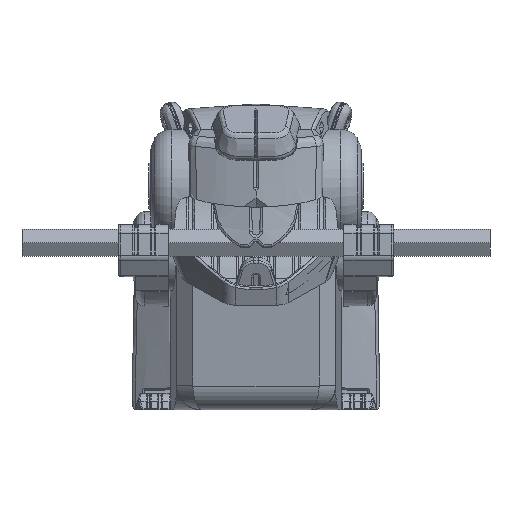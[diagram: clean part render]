
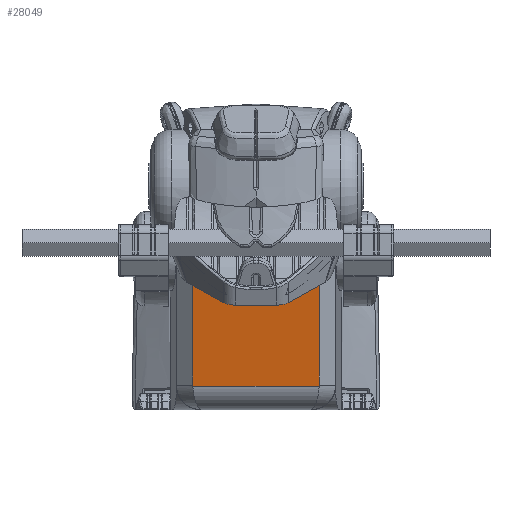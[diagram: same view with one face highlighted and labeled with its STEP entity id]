
A CAD part, front view. The second image highlights one B-rep face of the part: STEP entity #28049.
In plain terms, the highlighted planar face has unit normal (0, -0.985, -0.174).
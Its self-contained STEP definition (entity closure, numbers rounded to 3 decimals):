
#486=ELLIPSE('',#30377,24.788,15.);
#490=ELLIPSE('',#30392,24.788,15.);
#1235=PLANE('',#30393);
#3407=LINE('',#76390,#5079);
#3412=LINE('',#76509,#5084);
#3414=LINE('',#76514,#5086);
#5079=VECTOR('',#35499,10.);
#5084=VECTOR('',#35532,10.);
#5086=VECTOR('',#35538,10.);
#7230=FACE_OUTER_BOUND('',#8929,.T.);
#8929=EDGE_LOOP('',(#24763,#24764,#24765,#24766,#24767,#24768,#24769));
#10692=B_SPLINE_CURVE_WITH_KNOTS('',3,(#76479,#76480,#76481,#76482),
 .UNSPECIFIED.,.F.,.F.,(4,4),(0.05,3.346),
 .UNSPECIFIED.);
#10693=B_SPLINE_CURVE_WITH_KNOTS('',3,(#76484,#76485,#76486,#76487),
 .UNSPECIFIED.,.F.,.F.,(4,4),(0.05,3.346),
 .UNSPECIFIED.);
#13036=VERTEX_POINT('',#76387);
#13037=VERTEX_POINT('',#76389);
#13038=VERTEX_POINT('',#76402);
#13045=VERTEX_POINT('',#76478);
#13046=VERTEX_POINT('',#76483);
#13050=VERTEX_POINT('',#76507);
#13051=VERTEX_POINT('',#76513);
#16997=EDGE_CURVE('',#13036,#13037,#3407,.T.);
#17000=EDGE_CURVE('',#13036,#13038,#486,.T.);
#17009=EDGE_CURVE('',#13037,#13045,#10692,.T.);
#17010=EDGE_CURVE('',#13046,#13045,#10693,.T.);
#17017=EDGE_CURVE('',#13038,#13050,#3412,.T.);
#17019=EDGE_CURVE('',#13051,#13046,#3414,.T.);
#17021=EDGE_CURVE('',#13051,#13050,#490,.T.);
#24763=ORIENTED_EDGE('',*,*,#17010,.T.);
#24764=ORIENTED_EDGE('',*,*,#17009,.F.);
#24765=ORIENTED_EDGE('',*,*,#16997,.F.);
#24766=ORIENTED_EDGE('',*,*,#17000,.T.);
#24767=ORIENTED_EDGE('',*,*,#17017,.T.);
#24768=ORIENTED_EDGE('',*,*,#17021,.F.);
#24769=ORIENTED_EDGE('',*,*,#17019,.T.);
#28049=ADVANCED_FACE('',(#7230),#1235,.T.);
#30377=AXIS2_PLACEMENT_3D('',#76404,#35504,#35505);
#30392=AXIS2_PLACEMENT_3D('',#76517,#35542,#35543);
#30393=AXIS2_PLACEMENT_3D('',#76518,#35544,#35545);
#35499=DIRECTION('',(0.,-0.174,0.985));
#35504=DIRECTION('center_axis',(0.,-0.985,
-0.174));
#35505=DIRECTION('ref_axis',(-0.991,0.023,-0.132));
#35532=DIRECTION('',(1.,0.,0.));
#35538=DIRECTION('',(0.,-0.174,0.985));
#35542=DIRECTION('center_axis',(0.,0.985,0.174));
#35543=DIRECTION('ref_axis',(0.991,0.023,-0.132));
#35544=DIRECTION('center_axis',(0.,-0.985,-0.174));
#35545=DIRECTION('ref_axis',(1.,0.,0.));
#76387=CARTESIAN_POINT('',(-112.925,-25.958,-37.067));
#76389=CARTESIAN_POINT('',(-112.925,-37.023,25.686));
#76390=CARTESIAN_POINT('',(-112.925,-27.253,-29.719));
#76402=CARTESIAN_POINT('',(-112.909,-25.863,-37.605));
#76404=CARTESIAN_POINT('Origin',(-88.278,-26.322,-35.));
#76478=CARTESIAN_POINT('',(-79.963,-37.023,25.686));
#76479=CARTESIAN_POINT('Ctrl Pts',(-112.925,-37.023,
25.686));
#76480=CARTESIAN_POINT('Ctrl Pts',(-101.938,-37.023,
25.686));
#76481=CARTESIAN_POINT('Ctrl Pts',(-90.95,-37.023,25.686));
#76482=CARTESIAN_POINT('Ctrl Pts',(-79.963,-37.023,
25.686));
#76483=CARTESIAN_POINT('',(-47.,-37.023,25.686));
#76484=CARTESIAN_POINT('Ctrl Pts',(-47.,-37.023,
25.686));
#76485=CARTESIAN_POINT('Ctrl Pts',(-57.988,-37.023,
25.686));
#76486=CARTESIAN_POINT('Ctrl Pts',(-68.975,-37.023,
25.686));
#76487=CARTESIAN_POINT('Ctrl Pts',(-79.963,-37.023,
25.686));
#76507=CARTESIAN_POINT('',(-47.016,-25.863,-37.605));
#76509=CARTESIAN_POINT('',(-60.264,-25.863,-37.605));
#76513=CARTESIAN_POINT('',(-47.,-25.958,-37.067));
#76514=CARTESIAN_POINT('',(-47.,-27.253,-29.719));
#76517=CARTESIAN_POINT('Origin',(-71.647,-26.322,-35.));
#76518=CARTESIAN_POINT('Origin',(-112.925,-27.253,-29.719));
